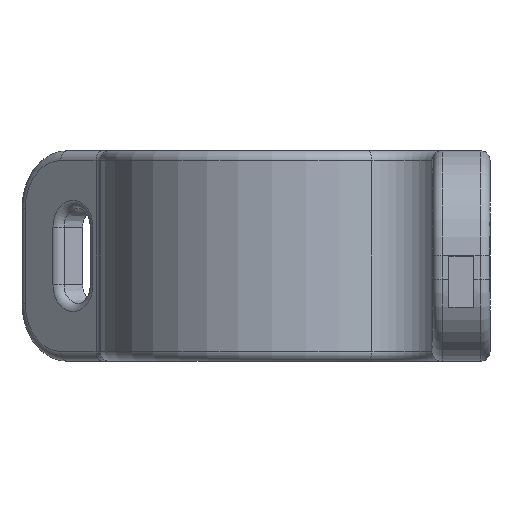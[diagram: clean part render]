
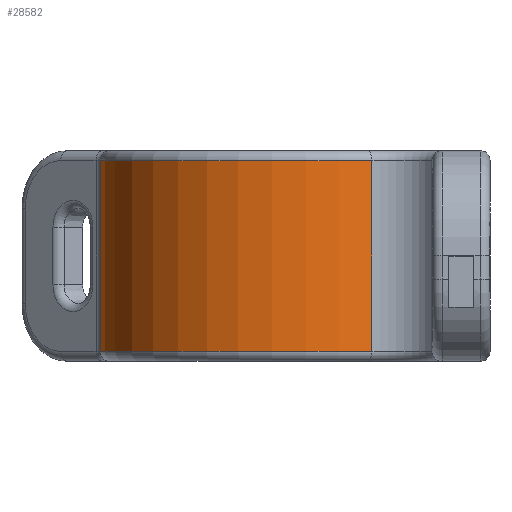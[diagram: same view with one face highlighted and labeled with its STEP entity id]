
A CAD part, left-side view. The second image highlights one B-rep face of the part: STEP entity #28582.
In plain terms, the highlighted cylindrical face has radius 11.85 mm (diameter 23.7 mm), a partial arc.
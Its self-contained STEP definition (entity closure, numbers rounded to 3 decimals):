
#503=CARTESIAN_POINT('',(0.,-0.15,-5.8));
#504=DIRECTION('',(0.,0.,-1.));
#505=DIRECTION('',(-0.919,-0.394,0.));
#506=AXIS2_PLACEMENT_3D('',#503,#504,#505);
#5095=DIRECTION('',(0.,0.,1.));
#5096=VECTOR('',#5095,11.6);
#5097=CARTESIAN_POINT('',(-10.892,-4.818,-5.8));
#5098=LINE('',#5097,#5096);
#5099=DIRECTION('',(0.,0.,1.));
#5100=VECTOR('',#5099,11.6);
#5101=CARTESIAN_POINT('',(1.441,11.612,-5.8));
#5102=LINE('',#5101,#5100);
#5234=CARTESIAN_POINT('',(0.,-0.15,5.8));
#5235=DIRECTION('',(0.,0.,1.));
#5236=DIRECTION('',(0.122,0.993,0.));
#5237=AXIS2_PLACEMENT_3D('',#5234,#5235,#5236);
#20889=CARTESIAN_POINT('',(-10.892,-4.818,-5.8));
#20890=CARTESIAN_POINT('',(-10.892,-4.818,5.8));
#20891=VERTEX_POINT('',#20889);
#20892=VERTEX_POINT('',#20890);
#20893=CARTESIAN_POINT('',(1.441,11.612,-5.8));
#20894=CARTESIAN_POINT('',(1.441,11.612,5.8));
#20895=VERTEX_POINT('',#20893);
#20896=VERTEX_POINT('',#20894);
#28569=CARTESIAN_POINT('',(0.,-0.15,-6.4));
#28570=DIRECTION('',(0.,0.,1.));
#28571=DIRECTION('',(1.,0.,0.));
#28572=AXIS2_PLACEMENT_3D('',#28569,#28570,#28571);
#28573=CYLINDRICAL_SURFACE('',#28572,11.85);
#28574=ORIENTED_EDGE('',*,*,#28561,.F.);
#28575=ORIENTED_EDGE('',*,*,#26050,.T.);
#28577=ORIENTED_EDGE('',*,*,#28576,.T.);
#28579=ORIENTED_EDGE('',*,*,#28578,.T.);
#28580=EDGE_LOOP('',(#28574,#28575,#28577,#28579));
#28581=FACE_OUTER_BOUND('',#28580,.F.);
#28582=ADVANCED_FACE('',(#28581),#28573,.T.);
#507=CIRCLE('',#506,11.85);
#5238=CIRCLE('',#5237,11.85);
#26050=EDGE_CURVE('',#20891,#20895,#507,.T.);
#28561=EDGE_CURVE('',#20891,#20892,#5098,.T.);
#28576=EDGE_CURVE('',#20895,#20896,#5102,.T.);
#28578=EDGE_CURVE('',#20896,#20892,#5238,.T.);
